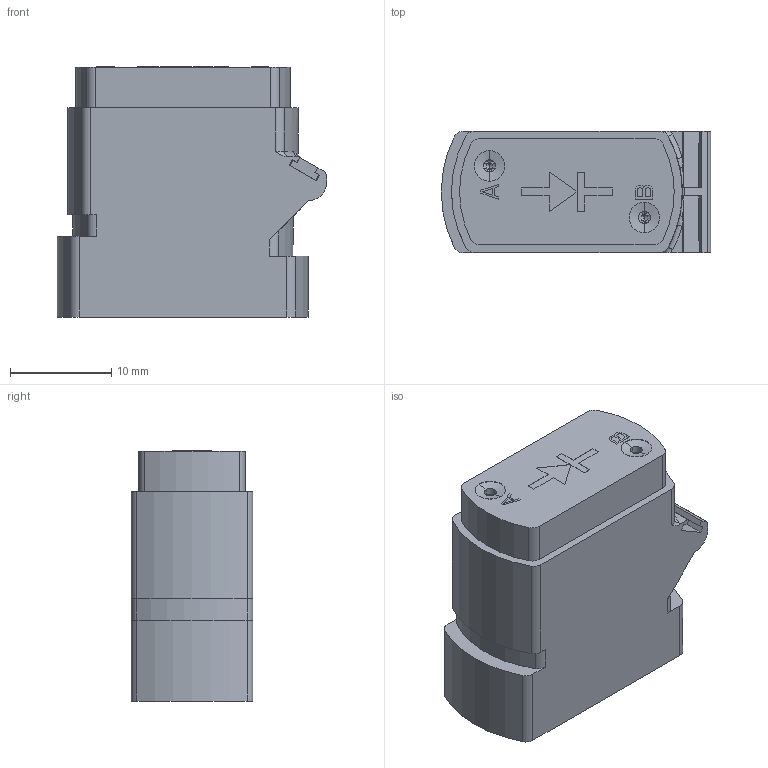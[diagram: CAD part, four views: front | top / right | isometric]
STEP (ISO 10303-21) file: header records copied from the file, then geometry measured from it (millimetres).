
FILE_DESCRIPTION((''),'2;1');
FILE_NAME('00113091202','2020-09-21T',('presta_be4'),(''),'CREO PARAMETRIC BY PTC INC, 2018360','CREO PARAMETRIC BY PTC INC, 2018360','');
FILE_SCHEMA(('CONFIG_CONTROL_DESIGN'));
Length unit declared in the file: millimetre
Products named in the file (1): 00113091202
Bounding box: 26.6 x 12 x 24.71 mm (x, y, z)
Volume: 5600.9 mm3; surface area: 4120.1 mm2
Topology: 5 solids, 5 shells, 461 faces, 1211 edges, 778 vertices
Faces by surface type: plane 242, cylinder 132, torus 32, cone 32, bspline 23
Entity records: 17342 total; most frequent: CARTESIAN_POINT 5889, ORIENTED_EDGE 2414, DIRECTION 2368, EDGE_CURVE 1207, AXIS2_PLACEMENT_3D 856, VERTEX_POINT 778, VECTOR 656, LINE 656
